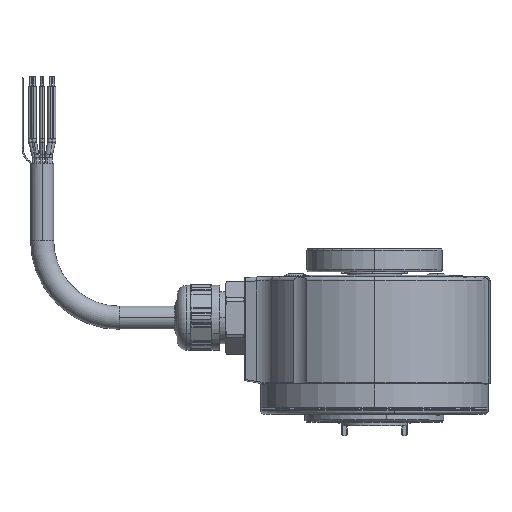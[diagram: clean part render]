
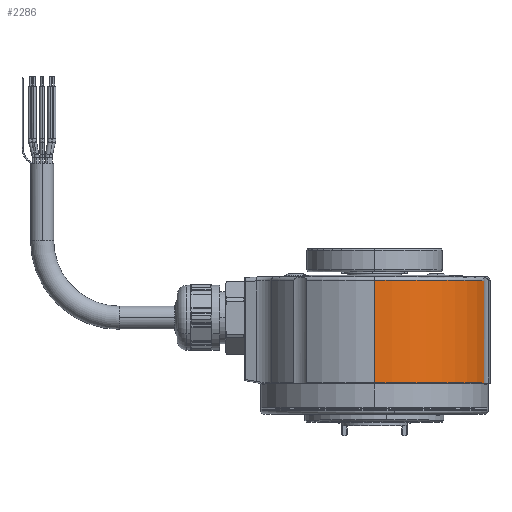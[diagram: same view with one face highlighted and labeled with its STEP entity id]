
A CAD part, top view. The second image highlights one B-rep face of the part: STEP entity #2286.
In plain terms, the highlighted cylindrical face has radius 30 mm (diameter 60 mm), a partial arc.
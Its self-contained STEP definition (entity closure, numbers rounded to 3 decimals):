
#349 = FACE_OUTER_BOUND ( 'NONE', #10229, .T. ) ;
#1692 = CARTESIAN_POINT ( 'NONE',  ( 0., 10.088, 0. ) ) ;
#2190 = CARTESIAN_POINT ( 'NONE',  ( 0., 3.5, 0. ) ) ;
#2286 = ADVANCED_FACE ( 'NONE', ( #349 ), #19759, .T. ) ;
#2435 = EDGE_CURVE ( 'NONE', #5383, #7241, #7858, .T. ) ;
#2638 = DIRECTION ( 'NONE',  ( 0., -1., 0. ) ) ;
#2994 = CARTESIAN_POINT ( 'NONE',  ( 0., 36.615, 30. ) ) ;
#3451 = CIRCLE ( 'NONE', #7208, 30. ) ;
#3452 = LINE ( 'NONE', #6528, #20642 ) ;
#3500 = AXIS2_PLACEMENT_3D ( 'NONE', #2190, #4215, #18204 ) ;
#3712 = DIRECTION ( 'NONE',  ( 0., 0., -1. ) ) ;
#4196 = VERTEX_POINT ( 'NONE', #11435 ) ;
#4215 = DIRECTION ( 'NONE',  ( 0., -1., 0. ) ) ;
#5179 = ORIENTED_EDGE ( 'NONE', *, *, #25460, .T. ) ;
#5383 = VERTEX_POINT ( 'NONE', #14065 ) ;
#6528 = CARTESIAN_POINT ( 'NONE',  ( 0., 3.5, 30. ) ) ;
#7142 = ORIENTED_EDGE ( 'NONE', *, *, #2435, .T. ) ;
#7208 = AXIS2_PLACEMENT_3D ( 'NONE', #1692, #15691, #3712 ) ;
#7241 = VERTEX_POINT ( 'NONE', #2994 ) ;
#7250 = DIRECTION ( 'NONE',  ( 0., -1., 0. ) ) ;
#7858 = CIRCLE ( 'NONE', #10214, 30. ) ;
#8580 = ORIENTED_EDGE ( 'NONE', *, *, #16325, .F. ) ;
#10138 = CARTESIAN_POINT ( 'NONE',  ( 0., 10.088, 30. ) ) ;
#10214 = AXIS2_PLACEMENT_3D ( 'NONE', #14619, #2638, #16618 ) ;
#10229 = EDGE_LOOP ( 'NONE', ( #7142, #5179, #8580, #13204 ) ) ;
#11435 = CARTESIAN_POINT ( 'NONE',  ( 28.353, 10.088, 9.803 ) ) ;
#11691 = LINE ( 'NONE', #21225, #17000 ) ;
#13204 = ORIENTED_EDGE ( 'NONE', *, *, #23682, .F. ) ;
#14065 = CARTESIAN_POINT ( 'NONE',  ( 28.353, 36.615, 9.803 ) ) ;
#14619 = CARTESIAN_POINT ( 'NONE',  ( 0., 36.615, 0. ) ) ;
#15691 = DIRECTION ( 'NONE',  ( 0., -1., 0. ) ) ;
#16325 = EDGE_CURVE ( 'NONE', #4196, #19286, #3451, .T. ) ;
#16618 = DIRECTION ( 'NONE',  ( 0., 0., 1. ) ) ;
#17000 = VECTOR ( 'NONE', #7250, 1000. ) ;
#18204 = DIRECTION ( 'NONE',  ( 0., 0., 1. ) ) ;
#19286 = VERTEX_POINT ( 'NONE', #10138 ) ;
#19759 = CYLINDRICAL_SURFACE ( 'NONE', #3500, 30. ) ;
#20642 = VECTOR ( 'NONE', #24435, 1000. ) ;
#21225 = CARTESIAN_POINT ( 'NONE',  ( 28.353, 20.75, 9.803 ) ) ;
#23682 = EDGE_CURVE ( 'NONE', #5383, #4196, #11691, .T. ) ;
#24435 = DIRECTION ( 'NONE',  ( 0., -1., 0. ) ) ;
#25460 = EDGE_CURVE ( 'NONE', #7241, #19286, #3452, .T. ) ;
